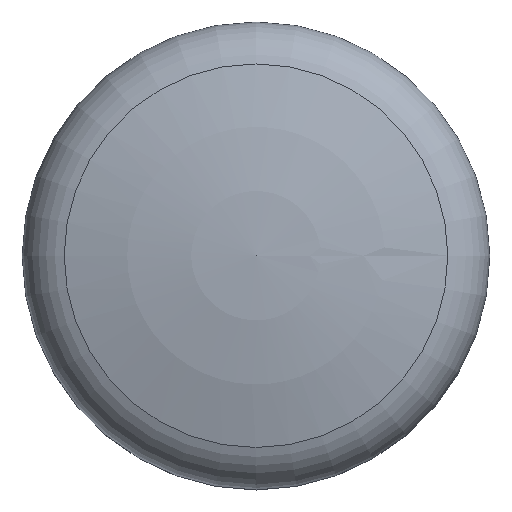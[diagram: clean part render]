
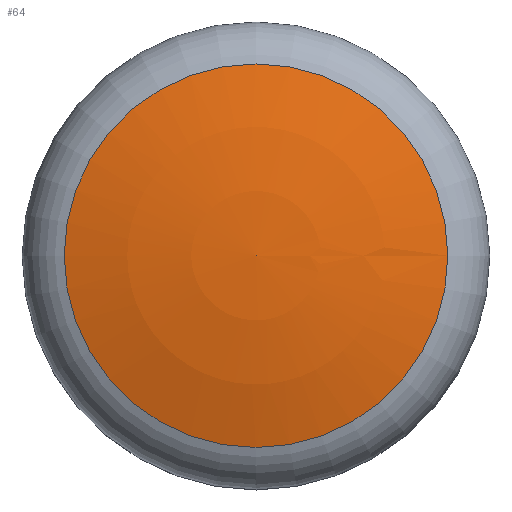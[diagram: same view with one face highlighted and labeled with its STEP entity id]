
A CAD part, top view. The second image highlights one B-rep face of the part: STEP entity #64.
In plain terms, the highlighted spherical face has radius 395 mm.
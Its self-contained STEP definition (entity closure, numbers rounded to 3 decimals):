
#22=FACE_OUTER_BOUND($,#28,.T.);
#28=EDGE_LOOP($,(#53));
#38=CIRCLE($,#74,106.639);
#43=VERTEX_POINT($,#110);
#48=EDGE_CURVE($,#43,#43,#38,.T.);
#53=ORIENTED_EDGE($,*,*,#48,.F.);
#63=SPHERICAL_SURFACE($,#73,395.);
#64=ADVANCED_FACE($,(#22),#63,.T.);
#73=AXIS2_PLACEMENT_3D($,#109,#86,#87);
#74=AXIS2_PLACEMENT_3D($,#111,#88,#89);
#86=DIRECTION('center_axis',(0.,0.,1.));
#87=DIRECTION('ref_axis',(1.,0.,0.));
#88=DIRECTION('center_axis',(0.,0.,-1.));
#89=DIRECTION('ref_axis',(-1.,0.,0.));
#109=CARTESIAN_POINT('Origin',(0.,0.,-232.5));
#110=CARTESIAN_POINT('',(-106.639,0.,147.833));
#111=CARTESIAN_POINT('Origin',(0.,0.,147.833));
